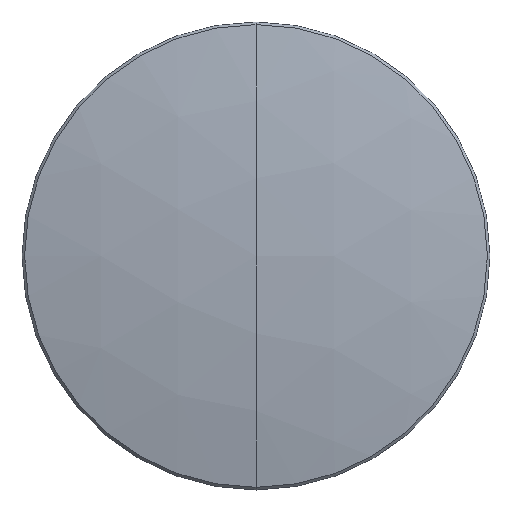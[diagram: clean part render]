
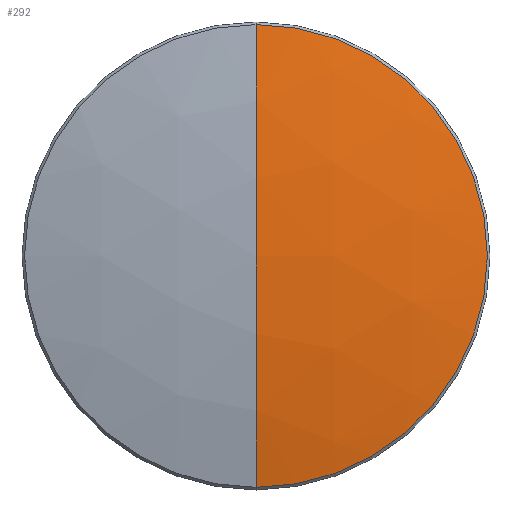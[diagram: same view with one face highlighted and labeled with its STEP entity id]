
A CAD part, top view. The second image highlights one B-rep face of the part: STEP entity #292.
In plain terms, the highlighted spherical face has radius 61.603 mm.
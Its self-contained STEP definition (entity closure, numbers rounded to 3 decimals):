
#1 = VERTEX_POINT ( 'NONE', #113 ) ;
#5 = DIRECTION ( 'NONE',  ( -1., 0., 0. ) ) ;
#16 = DIRECTION ( 'NONE',  ( 0., 1., 0. ) ) ;
#25 = AXIS2_PLACEMENT_3D ( 'NONE', #116, #203, #152 ) ;
#27 = DIRECTION ( 'NONE',  ( 1., 0., 0. ) ) ;
#29 = EDGE_LOOP ( 'NONE', ( #100, #62, #208 ) ) ;
#33 = VERTEX_POINT ( 'NONE', #201 ) ;
#39 = CARTESIAN_POINT ( 'NONE',  ( 0., 0., -59.943 ) ) ;
#42 = FACE_OUTER_BOUND ( 'NONE', #29, .T. ) ;
#57 = SPHERICAL_SURFACE ( 'NONE', #25, 61.603 ) ;
#62 = ORIENTED_EDGE ( 'NONE', *, *, #273, .T. ) ;
#76 = CIRCLE ( 'NONE', #255, 61.603 ) ;
#81 = DIRECTION ( 'NONE',  ( 0., 0., 1. ) ) ;
#91 = CARTESIAN_POINT ( 'NONE',  ( 0., 0., -59.943 ) ) ;
#100 = ORIENTED_EDGE ( 'NONE', *, *, #182, .F. ) ;
#101 = CARTESIAN_POINT ( 'NONE',  ( 0., 0., 1.66 ) ) ;
#102 = CIRCLE ( 'NONE', #275, 61.603 ) ;
#113 = CARTESIAN_POINT ( 'NONE',  ( 0., -12.559, 0.366 ) ) ;
#114 = DIRECTION ( 'NONE',  ( 0., 1., 0. ) ) ;
#116 = CARTESIAN_POINT ( 'NONE',  ( 0., 0., -59.943 ) ) ;
#125 = CARTESIAN_POINT ( 'NONE',  ( 0., 0., 0.366 ) ) ;
#152 = DIRECTION ( 'NONE',  ( 0., 1., 0. ) ) ;
#182 = EDGE_CURVE ( 'NONE', #200, #33, #76, .T. ) ;
#200 = VERTEX_POINT ( 'NONE', #101 ) ;
#201 = CARTESIAN_POINT ( 'NONE',  ( 0., 12.559, 0.366 ) ) ;
#203 = DIRECTION ( 'NONE',  ( 1., 0., 0. ) ) ;
#208 = ORIENTED_EDGE ( 'NONE', *, *, #220, .F. ) ;
#215 = CIRCLE ( 'NONE', #288, 12.559 ) ;
#220 = EDGE_CURVE ( 'NONE', #33, #1, #215, .T. ) ;
#255 = AXIS2_PLACEMENT_3D ( 'NONE', #91, #5, #81 ) ;
#273 = EDGE_CURVE ( 'NONE', #200, #1, #102, .T. ) ;
#275 = AXIS2_PLACEMENT_3D ( 'NONE', #39, #27, #114 ) ;
#288 = AXIS2_PLACEMENT_3D ( 'NONE', #125, #298, #16 ) ;
#292 = ADVANCED_FACE ( 'NONE', ( #42 ), #57, .T. ) ;
#298 = DIRECTION ( 'NONE',  ( 0., 0., -1. ) ) ;
